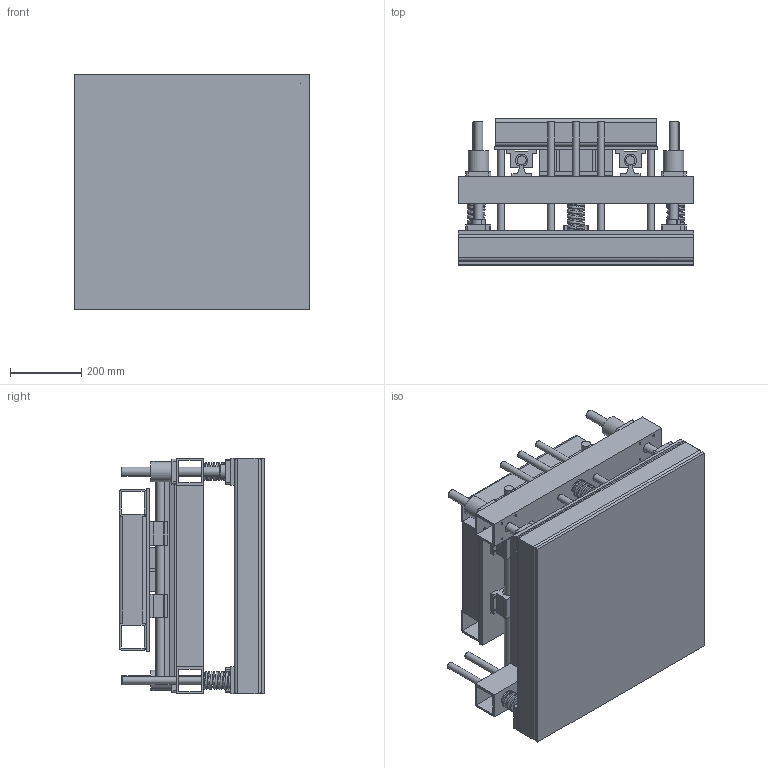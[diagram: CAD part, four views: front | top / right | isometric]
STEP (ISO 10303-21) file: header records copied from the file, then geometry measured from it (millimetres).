
FILE_DESCRIPTION(/* description */ ('Alibre Inc.'),/* implementation_level */ '2;1');
FILE_NAME(/* name */ 'export0',/* time_stamp */ '2010-11-22T08:25:56-05:00',/* author */ (''),/* organization */ (''),/* preprocessor_version */ 'ST-DEVELOPER v10',/* originating_system */ 'Alibre',/* authorisation */ '');
FILE_SCHEMA (('AUTOMOTIVE_DESIGN'));
Products named in the file (19): SWT-RAILFRM-P01; SRA-16-SS; SWT-RODS-P01-2; SWT-IMPBOX-P01; SPB-16-OPN-CR; SSUFB-16-CR; SWT-BASBOX-P01; SWT-RODS-P01-1; FSB-16; 1-L-SS; MMC 9595K19; MMC 9588K74
Bounding box: 660.4 x 407.99 x 660.4 mm (x, y, z)
Volume: 23270027.9 mm3; surface area: 6110959.1 mm2
Topology: 46 solids, 48 shells, 829 faces, 2068 edges, 1360 vertices
Faces by surface type: plane 453, cylinder 286, bspline 48, cone 42
Full cylindrical faces by diameter (mm): 4.826 x16, 4.978 x6, 5.613 x16, 6.35 x52, 6.858 x12, 7.112 x12, 7.137 x16, 9.525 x5, 9.652 x3, 11.113 x10, 12.7 x19, 14.287 x5, 19.05 x7, 20.638 x14, 25.4 x6, 28.575 x6, 57.15 x3
Entity records: 41142 total; most frequent: CARTESIAN_POINT 29210, ORIENTED_EDGE 2172, DIRECTION 2127, EDGE_CURVE 1084, FACE_BOUND 903, EDGE_LOOP 902, AXIS2_PLACEMENT_3D 883, VERTEX_POINT 801
